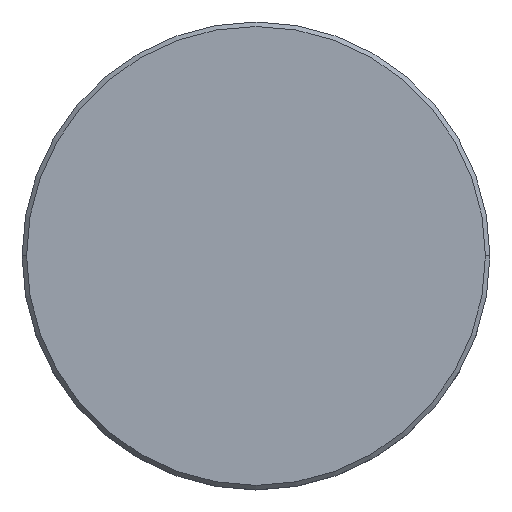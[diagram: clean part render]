
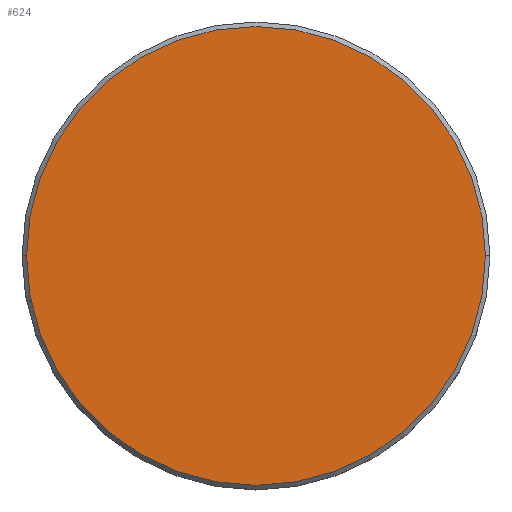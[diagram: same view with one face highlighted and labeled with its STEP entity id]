
A CAD part, top view. The second image highlights one B-rep face of the part: STEP entity #624.
In plain terms, the highlighted planar face has unit normal (0, 0, 1).
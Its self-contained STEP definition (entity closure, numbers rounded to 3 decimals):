
#12 = EDGE_LOOP ( 'NONE', ( #967, #897 ) ) ;
#17 = VERTEX_POINT ( 'NONE', #921 ) ;
#19 = FACE_OUTER_BOUND ( 'NONE', #12, .T. ) ;
#55 = EDGE_CURVE ( 'NONE', #17, #898, #440, .T. ) ;
#141 = AXIS2_PLACEMENT_3D ( 'NONE', #186, #276, #366 ) ;
#186 = CARTESIAN_POINT ( 'NONE',  ( 0., 0., 0. ) ) ;
#193 = AXIS2_PLACEMENT_3D ( 'NONE', #910, #1004, #546 ) ;
#276 = DIRECTION ( 'NONE',  ( 0., 0., 1. ) ) ;
#366 = DIRECTION ( 'NONE',  ( 1., 0., 0. ) ) ;
#370 = CIRCLE ( 'NONE', #520, 25.5 ) ;
#383 = DIRECTION ( 'NONE',  ( 1., 0., 0. ) ) ;
#440 = CIRCLE ( 'NONE', #193, 25.5 ) ;
#475 = CARTESIAN_POINT ( 'NONE',  ( 0., 0., 0. ) ) ;
#520 = AXIS2_PLACEMENT_3D ( 'NONE', #475, #763, #383 ) ;
#546 = DIRECTION ( 'NONE',  ( 1., 0., 0. ) ) ;
#624 = ADVANCED_FACE ( 'NONE', ( #19 ), #907, .T. ) ;
#763 = DIRECTION ( 'NONE',  ( 0., 0., 1. ) ) ;
#802 = EDGE_CURVE ( 'NONE', #898, #17, #370, .T. ) ;
#897 = ORIENTED_EDGE ( 'NONE', *, *, #802, .T. ) ;
#898 = VERTEX_POINT ( 'NONE', #1120 ) ;
#907 = PLANE ( 'NONE',  #141 ) ;
#910 = CARTESIAN_POINT ( 'NONE',  ( 0., 0., 0. ) ) ;
#921 = CARTESIAN_POINT ( 'NONE',  ( -25.5, 0., 0. ) ) ;
#967 = ORIENTED_EDGE ( 'NONE', *, *, #55, .T. ) ;
#1004 = DIRECTION ( 'NONE',  ( 0., 0., 1. ) ) ;
#1120 = CARTESIAN_POINT ( 'NONE',  ( 25.5, 0., 0. ) ) ;
